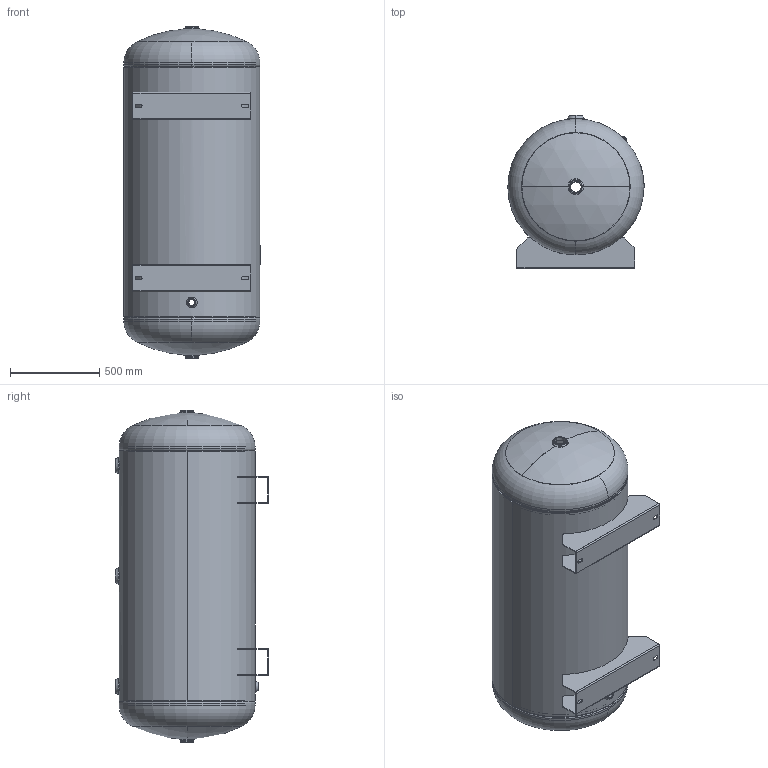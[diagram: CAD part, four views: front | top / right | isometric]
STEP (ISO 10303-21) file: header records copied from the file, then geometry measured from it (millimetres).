
FILE_DESCRIPTION (( 'STEP AP203' ), '1' );
FILE_NAME ('302482.STEP', '2012-03-06T16:26:26', ( '' ), ( '' ), 'SwSTEP 2.0', 'SolidWorks 2011', '' );
FILE_SCHEMA (( 'CONFIG_CONTROL_DESIGN' ));
Length unit declared in the file: inch
Products named in the file (1): 302482
Bounding box: 763.52 x 860.37 x 1860.55 mm (x, y, z)
Surface area: 9775710.2 mm2 (no closed solid volume)
Topology: 0 solids, 18 shells, 212 faces, 548 edges, 346 vertices
Faces by surface type: cylinder 79, plane 63, torus 54, sphere 8, bspline 8
Full cylindrical faces by diameter (mm): 750.468 x1, 762 x1
Entity records: 8945 total; most frequent: CARTESIAN_POINT 3636, DIRECTION 1190, ORIENTED_EDGE 976, EDGE_CURVE 548, AXIS2_PLACEMENT_3D 499, VERTEX_POINT 346, CIRCLE 294, EDGE_LOOP 243
